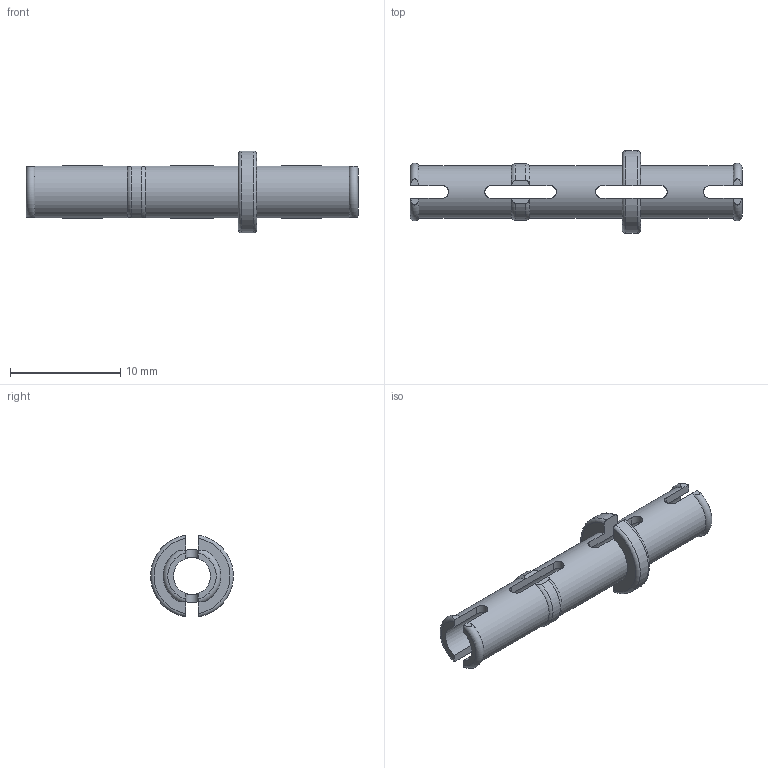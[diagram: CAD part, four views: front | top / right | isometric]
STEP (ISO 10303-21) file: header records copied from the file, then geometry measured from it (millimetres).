
FILE_DESCRIPTION(/* description */ (''),/* implementation_level */ '2;1');
FILE_NAME(/* name */ 'CP2x1_no_anti_skid.stp',/* time_stamp */ '2019-05-10T14:09:12+02:00',/* author */ ('Varga Daniel'),/* organization */ (''),/* preprocessor_version */ 'ST-DEVELOPER v18',/* originating_system */ 'Autodesk Inventor 2020',/* authorisation */ '');
FILE_SCHEMA (('AUTOMOTIVE_DESIGN { 1 0 10303 214 3 1 1 }'));
Length unit declared in the file: millimetre
Products named in the file (1): CP2x1_no_anti_skid
Bounding box: 30.1 x 7.47 x 7.41 mm (x, y, z)
Volume: 289.1 mm3; surface area: 831.4 mm2
Topology: 1 solids, 1 shells, 68 faces, 200 edges, 128 vertices
Faces by surface type: plane 36, cylinder 20, torus 12
Full cylindrical faces by diameter (mm): 3.35 x1, 4.8 x3
Entity records: 2913 total; most frequent: CARTESIAN_POINT 1125, ORIENTED_EDGE 400, DIRECTION 322, EDGE_CURVE 200, VERTEX_POINT 128, AXIS2_PLACEMENT_3D 109, LINE 104, VECTOR 104
